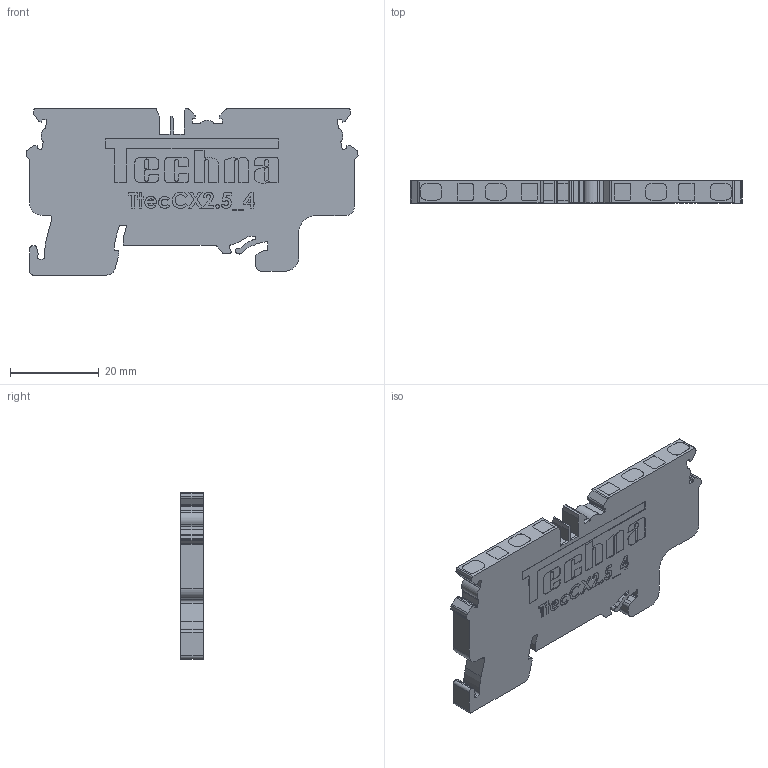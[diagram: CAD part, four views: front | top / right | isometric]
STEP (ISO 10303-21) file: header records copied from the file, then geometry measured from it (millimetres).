
FILE_DESCRIPTION (( 'STEP AP214' ), '1' );
FILE_NAME ('TtecCX2.5_4.STEP', '2020-07-21T09:59:28', ( '' ), ( '' ), 'SwSTEP 2.0', 'SolidWorks 2020', '' );
FILE_SCHEMA (( 'AUTOMOTIVE_DESIGN' ));
Length unit declared in the file: millimetre
Products named in the file (1): TtecCX2.5_4
Bounding box: 74.7 x 5 x 37.4 mm (x, y, z)
Volume: 10987.1 mm3; surface area: 6041.3 mm2
Topology: 1 solids, 1 shells, 787 faces, 2205 edges, 1471 vertices
Faces by surface type: plane 452, cylinder 248, bspline 87
Entity records: 35626 total; most frequent: CARTESIAN_POINT 9699, ORIENTED_EDGE 4410, DIRECTION 3929, EDGE_CURVE 2205, VECTOR 1535, LINE 1535, VERTEX_POINT 1471, AXIS2_PLACEMENT_3D 1197
